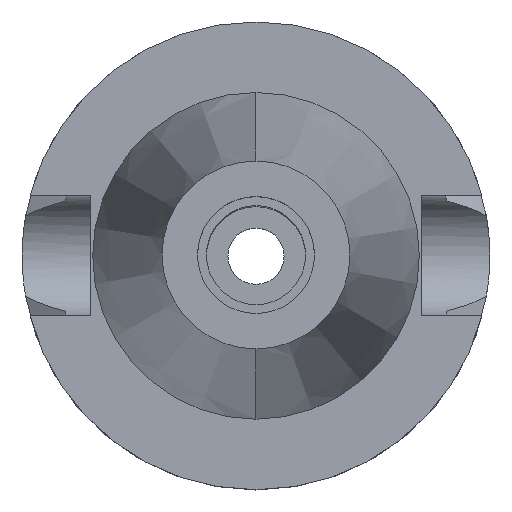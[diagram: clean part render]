
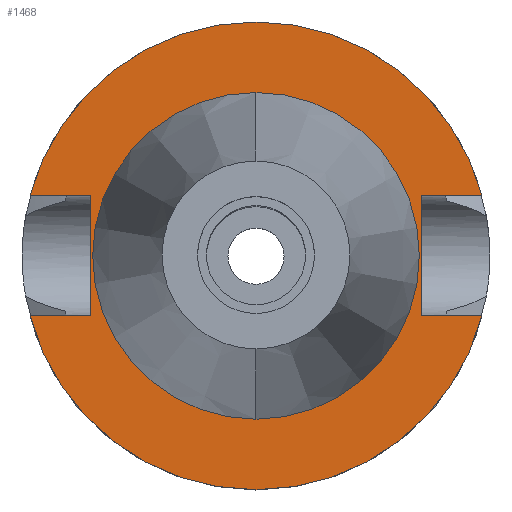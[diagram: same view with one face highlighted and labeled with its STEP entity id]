
A CAD part, top view. The second image highlights one B-rep face of the part: STEP entity #1468.
In plain terms, the highlighted planar face has unit normal (0, 0, 1).
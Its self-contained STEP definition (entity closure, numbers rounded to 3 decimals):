
#94=DIRECTION('',(0.,1.,0.));
#95=VECTOR('',#94,25.7);
#96=CARTESIAN_POINT('',(-35.4,-12.85,-1.5));
#97=LINE('',#96,#95);
#101=DIRECTION('',(-1.,0.,0.));
#102=VECTOR('',#101,12.921);
#103=CARTESIAN_POINT('',(-35.4,12.85,-1.5));
#104=LINE('',#103,#102);
#108=CARTESIAN_POINT('',(0.,0.,-1.5));
#109=DIRECTION('',(0.,0.,-1.));
#110=DIRECTION('',(-0.966,0.257,0.));
#111=AXIS2_PLACEMENT_3D('',#108,#109,#110);
#116=CARTESIAN_POINT('',(0.,0.,-1.5));
#117=DIRECTION('',(0.,0.,-1.));
#118=DIRECTION('',(0.,1.,0.));
#119=AXIS2_PLACEMENT_3D('',#116,#117,#118);
#124=DIRECTION('',(0.,-1.,0.));
#125=VECTOR('',#124,25.7);
#126=CARTESIAN_POINT('',(35.4,12.85,-1.5));
#127=LINE('',#126,#125);
#131=DIRECTION('',(1.,0.,0.));
#132=VECTOR('',#131,12.921);
#133=CARTESIAN_POINT('',(35.4,-12.85,-1.5));
#134=LINE('',#133,#132);
#138=CARTESIAN_POINT('',(0.,0.,-1.5));
#139=DIRECTION('',(0.,0.,-1.));
#140=DIRECTION('',(0.966,-0.257,0.));
#141=AXIS2_PLACEMENT_3D('',#138,#139,#140);
#146=CARTESIAN_POINT('',(0.,0.,-1.5));
#147=DIRECTION('',(0.,0.,-1.));
#148=DIRECTION('',(0.,-1.,0.));
#149=AXIS2_PLACEMENT_3D('',#146,#147,#148);
#154=CARTESIAN_POINT('',(0.,0.,-1.5));
#155=DIRECTION('',(0.,0.,1.));
#156=DIRECTION('',(0.,-1.,0.));
#157=AXIS2_PLACEMENT_3D('',#154,#155,#156);
#162=CARTESIAN_POINT('',(0.,0.,-1.5));
#163=DIRECTION('',(0.,0.,1.));
#164=DIRECTION('',(0.,1.,0.));
#165=AXIS2_PLACEMENT_3D('',#162,#163,#164);
#200=DIRECTION('',(-1.,0.,0.));
#201=VECTOR('',#200,12.921);
#202=CARTESIAN_POINT('',(-35.4,-12.85,-1.5));
#203=LINE('',#202,#201);
#1027=DIRECTION('',(1.,0.,0.));
#1028=VECTOR('',#1027,12.921);
#1029=CARTESIAN_POINT('',(35.4,12.85,-1.5));
#1030=LINE('',#1029,#1028);
#1325=CARTESIAN_POINT('',(-35.4,-12.85,-1.5));
#1326=VERTEX_POINT('',#1325);
#1327=CARTESIAN_POINT('',(-48.321,-12.85,-1.5));
#1328=VERTEX_POINT('',#1327);
#1331=CARTESIAN_POINT('',(-35.4,12.85,-1.5));
#1332=VERTEX_POINT('',#1331);
#1333=CARTESIAN_POINT('',(-48.321,12.85,-1.5));
#1334=VERTEX_POINT('',#1333);
#1335=CARTESIAN_POINT('',(0.,50.,-1.5));
#1336=CARTESIAN_POINT('',(48.321,12.85,-1.5));
#1337=VERTEX_POINT('',#1335);
#1338=VERTEX_POINT('',#1336);
#1339=CARTESIAN_POINT('',(35.4,12.85,-1.5));
#1340=VERTEX_POINT('',#1339);
#1341=CARTESIAN_POINT('',(35.4,-12.85,-1.5));
#1342=VERTEX_POINT('',#1341);
#1343=CARTESIAN_POINT('',(48.321,-12.85,-1.5));
#1344=VERTEX_POINT('',#1343);
#1345=CARTESIAN_POINT('',(0.,-50.,-1.5));
#1346=VERTEX_POINT('',#1345);
#1347=CARTESIAN_POINT('',(0.,-34.925,-1.5));
#1348=CARTESIAN_POINT('',(0.,34.925,-1.5));
#1349=VERTEX_POINT('',#1347);
#1350=VERTEX_POINT('',#1348);
#1437=CARTESIAN_POINT('',(0.,0.,-1.5));
#1438=DIRECTION('',(0.,0.,-1.));
#1439=DIRECTION('',(0.,-1.,0.));
#1440=AXIS2_PLACEMENT_3D('',#1437,#1438,#1439);
#1441=PLANE('',#1440);
#1443=ORIENTED_EDGE('',*,*,#1442,.T.);
#1445=ORIENTED_EDGE('',*,*,#1444,.T.);
#1447=ORIENTED_EDGE('',*,*,#1446,.T.);
#1449=ORIENTED_EDGE('',*,*,#1448,.T.);
#1451=ORIENTED_EDGE('',*,*,#1450,.F.);
#1453=ORIENTED_EDGE('',*,*,#1452,.T.);
#1455=ORIENTED_EDGE('',*,*,#1454,.T.);
#1457=ORIENTED_EDGE('',*,*,#1456,.T.);
#1459=ORIENTED_EDGE('',*,*,#1458,.T.);
#1461=ORIENTED_EDGE('',*,*,#1460,.F.);
#1462=EDGE_LOOP('',(#1443,#1445,#1447,#1449,#1451,#1453,#1455,#1457,#1459,
#1461));
#1463=FACE_OUTER_BOUND('',#1462,.F.);
#1464=ORIENTED_EDGE('',*,*,#1416,.T.);
#1465=ORIENTED_EDGE('',*,*,#1432,.T.);
#1466=EDGE_LOOP('',(#1464,#1465));
#1467=FACE_BOUND('',#1466,.F.);
#112=CIRCLE('',#111,50.);
#120=CIRCLE('',#119,50.);
#142=CIRCLE('',#141,50.);
#150=CIRCLE('',#149,50.);
#158=CIRCLE('',#157,34.925);
#166=CIRCLE('',#165,34.925);
#1416=EDGE_CURVE('',#1349,#1350,#158,.T.);
#1432=EDGE_CURVE('',#1350,#1349,#166,.T.);
#1442=EDGE_CURVE('',#1326,#1332,#97,.T.);
#1444=EDGE_CURVE('',#1332,#1334,#104,.T.);
#1446=EDGE_CURVE('',#1334,#1337,#112,.T.);
#1448=EDGE_CURVE('',#1337,#1338,#120,.T.);
#1450=EDGE_CURVE('',#1340,#1338,#1030,.T.);
#1452=EDGE_CURVE('',#1340,#1342,#127,.T.);
#1454=EDGE_CURVE('',#1342,#1344,#134,.T.);
#1456=EDGE_CURVE('',#1344,#1346,#142,.T.);
#1458=EDGE_CURVE('',#1346,#1328,#150,.T.);
#1460=EDGE_CURVE('',#1326,#1328,#203,.T.);
#1468=ADVANCED_FACE('',(#1463,#1467),#1441,.F.);
